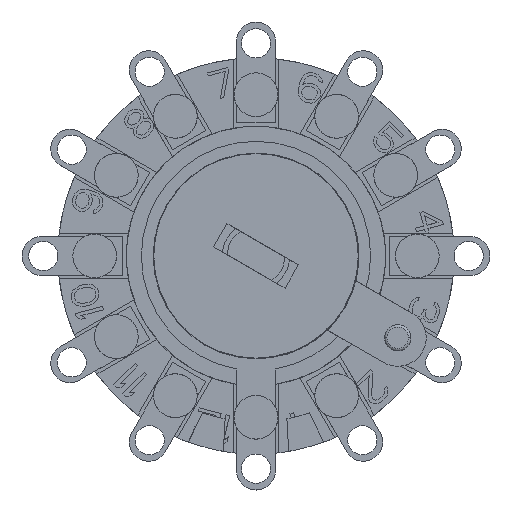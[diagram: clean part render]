
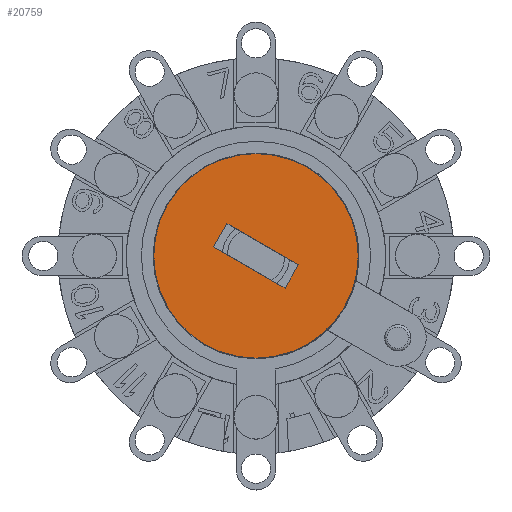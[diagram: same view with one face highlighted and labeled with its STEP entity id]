
A CAD part, top view. The second image highlights one B-rep face of the part: STEP entity #20759.
In plain terms, the highlighted planar face has unit normal (0, 0, 1).
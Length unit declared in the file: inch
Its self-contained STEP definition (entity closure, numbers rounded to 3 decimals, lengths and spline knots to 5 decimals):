
#6232=CARTESIAN_POINT('',(0.,0.,0.8618));
#6233=DIRECTION('',(0.,0.,1.));
#6234=DIRECTION('',(0.,-1.,0.));
#6235=AXIS2_PLACEMENT_3D('',#6232,#6233,#6234);
#6237=CARTESIAN_POINT('',(0.,0.,0.8618));
#6238=DIRECTION('',(0.,0.,1.));
#6239=DIRECTION('',(0.,1.,0.));
#6240=AXIS2_PLACEMENT_3D('',#6237,#6238,#6239);
#6242=DIRECTION('',(-0.866,0.5,0.));
#6243=VECTOR('',#6242,0.353);
#6244=CARTESIAN_POINT('',(0.1816,-0.03845,0.8618));
#6245=LINE('',#6244,#6243);
#6246=DIRECTION('',(-0.5,-0.866,0.));
#6247=VECTOR('',#6246,0.115);
#6248=CARTESIAN_POINT('',(-0.1241,0.13805,0.8618));
#6249=LINE('',#6248,#6247);
#6250=DIRECTION('',(0.866,-0.5,0.));
#6251=VECTOR('',#6250,0.353);
#6252=CARTESIAN_POINT('',(-0.1816,0.03845,0.8618));
#6253=LINE('',#6252,#6251);
#6254=DIRECTION('',(0.5,0.866,0.));
#6255=VECTOR('',#6254,0.115);
#6256=CARTESIAN_POINT('',(0.1241,-0.13805,0.8618));
#6257=LINE('',#6256,#6255);
#12460=CARTESIAN_POINT('',(0.,-0.4375,0.8618));
#12461=CARTESIAN_POINT('',(0.,0.4375,0.8618));
#12462=VERTEX_POINT('',#12460);
#12463=VERTEX_POINT('',#12461);
#12572=CARTESIAN_POINT('',(0.1816,-0.03845,0.8618));
#12573=CARTESIAN_POINT('',(-0.1241,0.13805,0.8618));
#12574=VERTEX_POINT('',#12572);
#12575=VERTEX_POINT('',#12573);
#12576=CARTESIAN_POINT('',(-0.1816,0.03845,0.8618));
#12577=VERTEX_POINT('',#12576);
#12578=CARTESIAN_POINT('',(0.1241,-0.13805,0.8618));
#12579=VERTEX_POINT('',#12578);
#20740=CARTESIAN_POINT('',(0.,0.,0.8618));
#20741=DIRECTION('',(0.,0.,1.));
#20742=DIRECTION('',(0.,-1.,0.));
#20743=AXIS2_PLACEMENT_3D('',#20740,#20741,#20742);
#20744=PLANE('',#20743);
#20745=ORIENTED_EDGE('',*,*,#20720,.F.);
#20746=ORIENTED_EDGE('',*,*,#20734,.F.);
#20747=EDGE_LOOP('',(#20745,#20746));
#20748=FACE_OUTER_BOUND('',#20747,.F.);
#20750=ORIENTED_EDGE('',*,*,#20749,.T.);
#20752=ORIENTED_EDGE('',*,*,#20751,.T.);
#20754=ORIENTED_EDGE('',*,*,#20753,.T.);
#20756=ORIENTED_EDGE('',*,*,#20755,.T.);
#20757=EDGE_LOOP('',(#20750,#20752,#20754,#20756));
#20758=FACE_BOUND('',#20757,.F.);
#20759=ADVANCED_FACE('',(#20748,#20758),#20744,.T.);
#6236=CIRCLE('',#6235,0.4375);
#6241=CIRCLE('',#6240,0.4375);
#20720=EDGE_CURVE('',#12462,#12463,#6236,.T.);
#20734=EDGE_CURVE('',#12463,#12462,#6241,.T.);
#20749=EDGE_CURVE('',#12574,#12575,#6245,.T.);
#20751=EDGE_CURVE('',#12575,#12577,#6249,.T.);
#20753=EDGE_CURVE('',#12577,#12579,#6253,.T.);
#20755=EDGE_CURVE('',#12579,#12574,#6257,.T.);
